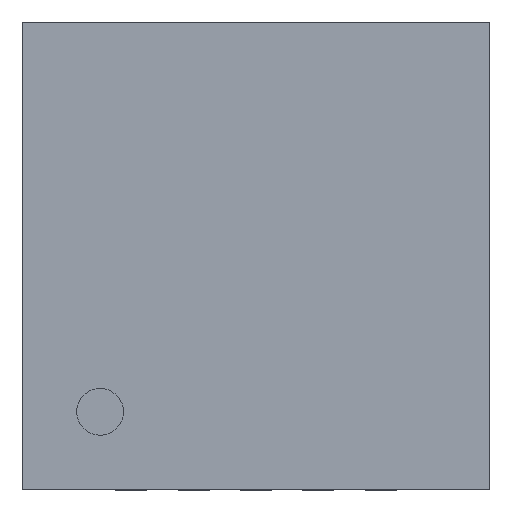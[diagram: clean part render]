
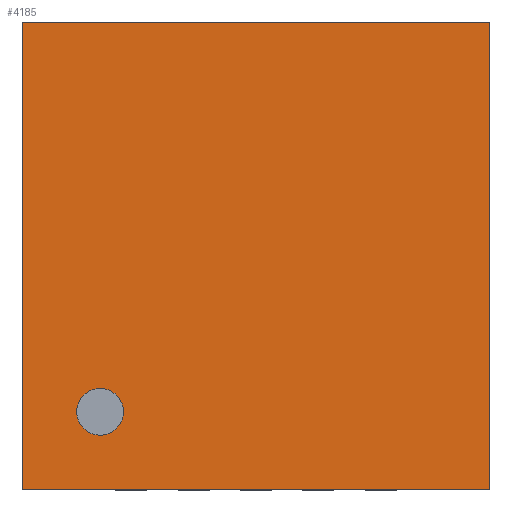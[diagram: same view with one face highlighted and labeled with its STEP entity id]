
A CAD part, top view. The second image highlights one B-rep face of the part: STEP entity #4185.
In plain terms, the highlighted planar face has unit normal (0, 0, 1).
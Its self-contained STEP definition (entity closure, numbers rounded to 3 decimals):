
#19=FACE_BOUND('',#468,.T.);
#21=CIRCLE('',#4448,0.15);
#230=FACE_OUTER_BOUND('',#467,.T.);
#467=EDGE_LOOP('',(#3301,#3302,#3303,#3304));
#468=EDGE_LOOP('',(#3305));
#921=LINE('',#6432,#1492);
#922=LINE('',#6434,#1493);
#923=LINE('',#6436,#1494);
#924=LINE('',#6437,#1495);
#1492=VECTOR('',#5254,10.);
#1493=VECTOR('',#5255,10.);
#1494=VECTOR('',#5256,10.);
#1495=VECTOR('',#5257,10.);
#1876=VERTEX_POINT('',#6216);
#1971=VERTEX_POINT('',#6430);
#1972=VERTEX_POINT('',#6431);
#1973=VERTEX_POINT('',#6433);
#1974=VERTEX_POINT('',#6435);
#2351=EDGE_CURVE('',#1876,#1876,#21,.T.);
#2447=EDGE_CURVE('',#1971,#1972,#921,.T.);
#2448=EDGE_CURVE('',#1973,#1971,#922,.T.);
#2449=EDGE_CURVE('',#1974,#1973,#923,.T.);
#2450=EDGE_CURVE('',#1972,#1974,#924,.T.);
#3301=ORIENTED_EDGE('',*,*,#2447,.F.);
#3302=ORIENTED_EDGE('',*,*,#2448,.F.);
#3303=ORIENTED_EDGE('',*,*,#2449,.F.);
#3304=ORIENTED_EDGE('',*,*,#2450,.F.);
#3305=ORIENTED_EDGE('',*,*,#2351,.T.);
#3948=PLANE('',#4472);
#4185=ADVANCED_FACE('',(#230,#19),#3948,.F.);
#4448=AXIS2_PLACEMENT_3D('',#6217,#5110,#5111);
#4472=AXIS2_PLACEMENT_3D('',#6429,#5252,#5253);
#5110=DIRECTION('center_axis',(0.,0.,-1.));
#5111=DIRECTION('ref_axis',(1.,0.,0.));
#5252=DIRECTION('center_axis',(0.,0.,-1.));
#5253=DIRECTION('ref_axis',(-1.,0.,0.));
#5254=DIRECTION('',(1.,0.,0.));
#5255=DIRECTION('',(0.,1.,0.));
#5256=DIRECTION('',(-1.,0.,0.));
#5257=DIRECTION('',(0.,-1.,0.));
#6216=CARTESIAN_POINT('',(-1.15,-1.,0.85));
#6217=CARTESIAN_POINT('Origin',(-1.,-1.,0.85));
#6429=CARTESIAN_POINT('Origin',(1.5,-1.5,0.85));
#6430=CARTESIAN_POINT('',(-1.5,1.5,0.85));
#6431=CARTESIAN_POINT('',(1.5,1.5,0.85));
#6432=CARTESIAN_POINT('',(1.5,1.5,0.85));
#6433=CARTESIAN_POINT('',(-1.5,-1.5,0.85));
#6434=CARTESIAN_POINT('',(-1.5,0.,0.85));
#6435=CARTESIAN_POINT('',(1.5,-1.5,0.85));
#6436=CARTESIAN_POINT('',(0.,-1.5,0.85));
#6437=CARTESIAN_POINT('',(1.5,-1.5,0.85));
